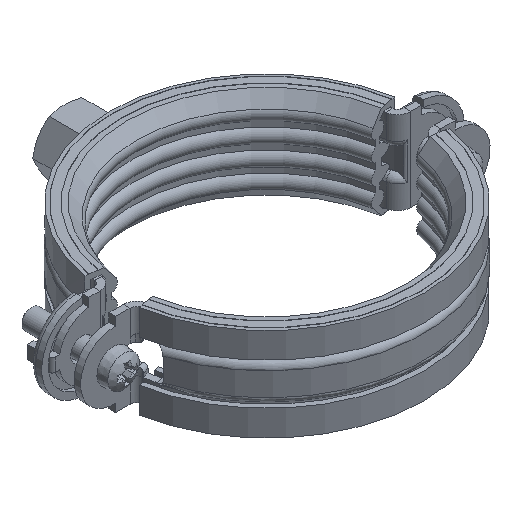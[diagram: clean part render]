
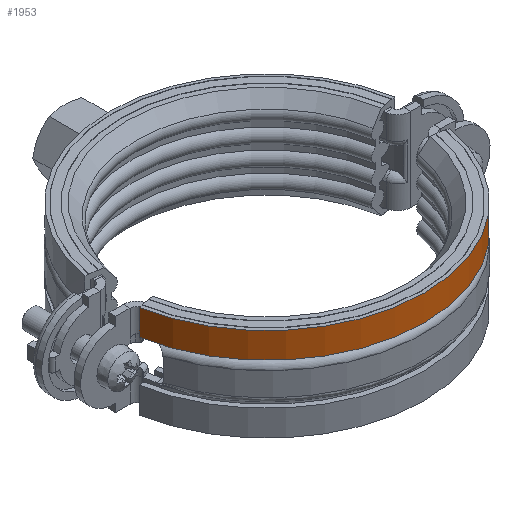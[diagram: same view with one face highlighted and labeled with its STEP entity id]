
A CAD part, isometric view. The second image highlights one B-rep face of the part: STEP entity #1953.
In plain terms, the highlighted cylindrical face has radius 47.25 mm (diameter 94.5 mm), a partial arc.
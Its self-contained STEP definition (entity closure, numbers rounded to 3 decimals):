
#405=CARTESIAN_POINT('',(46.532,-8.205,14.0));
#406=VERTEX_POINT('',#405);
#413=CARTESIAN_POINT('',(46.532,-8.205,6.25));
#414=VERTEX_POINT('',#413);
#415=CARTESIAN_POINT('',(46.532,-8.205,14.0));
#416=DIRECTION('',(0.0,0.0,-1.0));
#417=VECTOR('',#416,7.75);
#418=LINE('',#415,#417);
#419=EDGE_CURVE('',#406,#414,#418,.T.);
#1245=CARTESIAN_POINT('',(-46.532,-8.205,6.25));
#1246=VERTEX_POINT('',#1245);
#1253=CARTESIAN_POINT('',(-46.532,-8.205,14.0));
#1254=VERTEX_POINT('',#1253);
#1255=CARTESIAN_POINT('',(-46.532,-8.205,14.0));
#1256=DIRECTION('',(0.0,0.0,-1.0));
#1257=VECTOR('',#1256,7.75);
#1258=LINE('',#1255,#1257);
#1259=EDGE_CURVE('',#1254,#1246,#1258,.T.);
#1924=CARTESIAN_POINT('',(0.0,0.0,14.0));
#1925=DIRECTION('',(0.0,0.0,-1.0));
#1926=DIRECTION('',(0.985,-0.174,0.0));
#1927=AXIS2_PLACEMENT_3D('',#1924,#1925,#1926);
#1928=CIRCLE('',#1927,47.25);
#1929=EDGE_CURVE('',#406,#1254,#1928,.T.);
#1936=CARTESIAN_POINT('',(0.0,0.0,10.125));
#1937=DIRECTION('',(0.0,0.0,-1.0));
#1938=DIRECTION('',(0.985,-0.174,0.0));
#1939=AXIS2_PLACEMENT_3D('',#1936,#1937,#1938);
#1940=CYLINDRICAL_SURFACE('',#1939,47.25);
#1941=ORIENTED_EDGE('',*,*,#1259,.T.);
#1942=CARTESIAN_POINT('',(0.0,0.0,6.25));
#1943=DIRECTION('',(0.0,0.0,-1.0));
#1944=DIRECTION('',(0.985,-0.174,0.0));
#1945=AXIS2_PLACEMENT_3D('',#1942,#1943,#1944);
#1946=CIRCLE('',#1945,47.25);
#1947=EDGE_CURVE('',#414,#1246,#1946,.T.);
#1948=ORIENTED_EDGE('',*,*,#1947,.F.);
#1949=ORIENTED_EDGE('',*,*,#419,.F.);
#1950=ORIENTED_EDGE('',*,*,#1929,.T.);
#1951=EDGE_LOOP('',(#1941,#1948,#1949,#1950));
#1952=FACE_OUTER_BOUND('',#1951,.T.);
#1953=ADVANCED_FACE('',(#1952),#1940,.T.);
